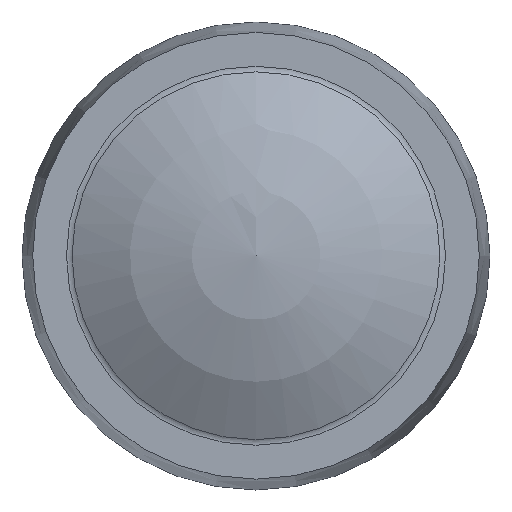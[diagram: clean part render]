
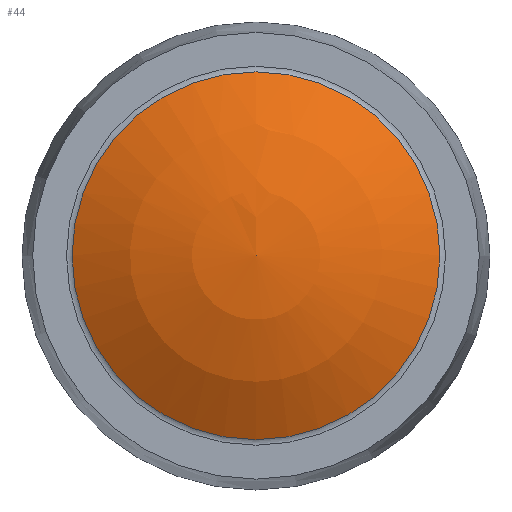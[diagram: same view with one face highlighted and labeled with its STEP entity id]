
A CAD part, top view. The second image highlights one B-rep face of the part: STEP entity #44.
In plain terms, the highlighted spherical face has radius 16.562 mm.
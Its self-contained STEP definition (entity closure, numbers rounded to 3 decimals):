
#44 = ADVANCED_FACE( '', ( #99 ), #100, .T. );
#99 = FACE_OUTER_BOUND( '', #177, .T. );
#100 = SPHERICAL_SURFACE( '', #178, 16.563 );
#177 = EDGE_LOOP( '', ( #251 ) );
#178 = AXIS2_PLACEMENT_3D( '', #252, #253, #254 );
#251 = ORIENTED_EDGE( '', *, *, #352, .T. );
#252 = CARTESIAN_POINT( '', ( 0., 0.02, -0.562 ) );
#253 = DIRECTION( '', ( 0., 0., 1. ) );
#254 = DIRECTION( '', ( 0., 1., 0. ) );
#352 = EDGE_CURVE( '', #388, #388, #389, .F. );
#388 = VERTEX_POINT( '', #440 );
#389 = CIRCLE( '', #441, 8.631 );
#440 = CARTESIAN_POINT( '', ( -8.631, 0.02, 13.573 ) );
#441 = AXIS2_PLACEMENT_3D( '', #492, #493, #494 );
#492 = CARTESIAN_POINT( '', ( 0., 0.02, 13.573 ) );
#493 = DIRECTION( '', ( 0., 0., -1. ) );
#494 = DIRECTION( '', ( -1., 0., 0. ) );
